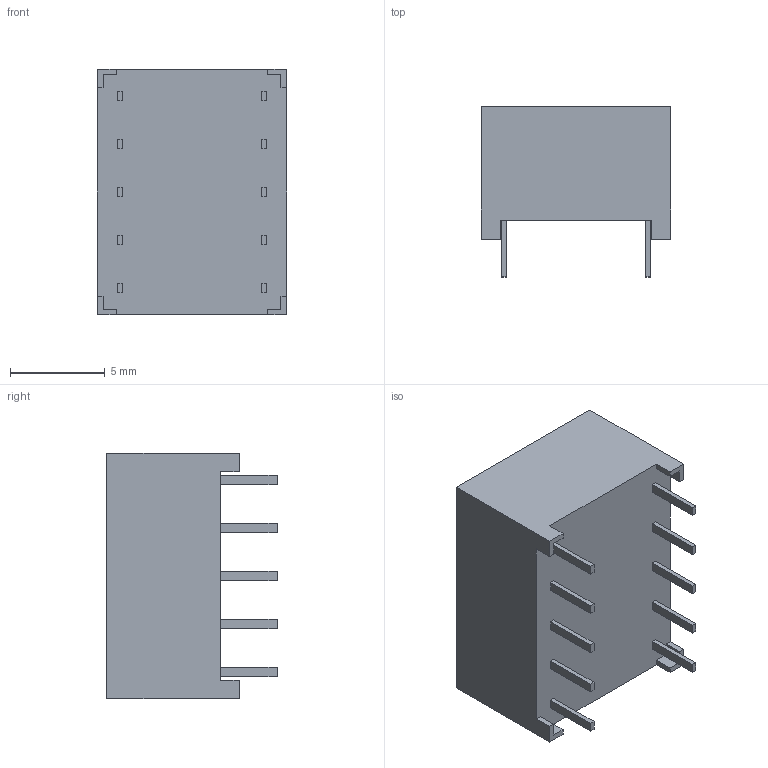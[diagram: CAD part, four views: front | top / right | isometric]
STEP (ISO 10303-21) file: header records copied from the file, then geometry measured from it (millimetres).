
FILE_DESCRIPTION(('FreeCAD Model'),'2;1');
FILE_NAME('Solid_sp.step','2020-03-09T13:44:52',('kicad StepUp'),('ksu MCAD'), 'Open CASCADE STEP processor 7.3','FreeCAD','Unknown');
FILE_SCHEMA(('AUTOMOTIVE_DESIGN { 1 0 10303 214 1 1 1 1 }'));
Length unit declared in the file: millimetre
Products named in the file (1): Solid_sp
Bounding box: 10 x 9 x 13 mm (x, y, z)
Volume: 3.8 mm3; surface area: 605.8 mm2
Topology: 10 solids, 21 shells, 137 faces, 431 edges, 324 vertices
Faces by surface type: plane 136, cylinder 1
Full cylindrical faces by diameter (mm): 1.2 x1
Entity records: 5649 total; most frequent: CARTESIAN_POINT 894, DIRECTION 712, ORIENTED_EDGE 686, EDGE_CURVE 431, LINE 424, VECTOR 424, VERTEX_POINT 324, FACE_BOUND 155
